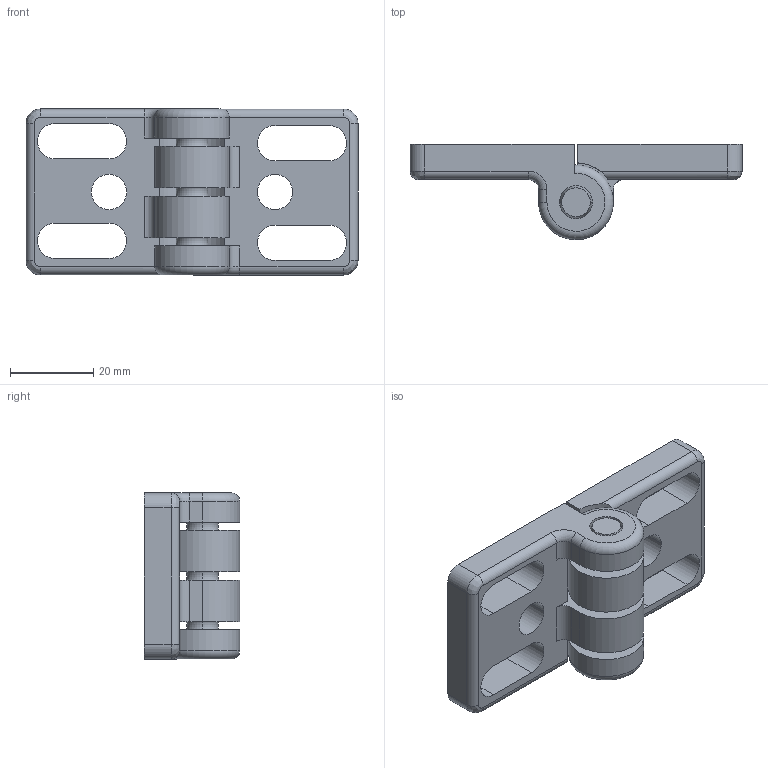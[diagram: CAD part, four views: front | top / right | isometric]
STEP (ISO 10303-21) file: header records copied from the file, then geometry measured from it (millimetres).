
FILE_DESCRIPTION((''),'2;1');
FILE_NAME('SZ0761S.stp','2009-07-27T13:47:04',(''),(''),'Mechanical Desktop 2007','Mechanical Desktop 2007',', , ');
FILE_SCHEMA(('CONFIG_CONTROL_DESIGN'));
Length unit declared in the file: millimetre
Products named in the file (2): SZ0761SA; SZ0761S
Assembly tree (1 placements, depth 2):
  SZ0761SA
    SZ0761S
Bounding box: 80 x 22.99 x 40 mm (x, y, z)
Volume: 26136.8 mm3; surface area: 14623.5 mm2
Topology: 3 solids, 3 shells, 138 faces, 356 edges, 228 vertices
Faces by surface type: plane 68, cylinder 52, torus 10, bspline 4, cone 4
Entity records: 4573 total; most frequent: CARTESIAN_POINT 978, DIRECTION 746, ORIENTED_EDGE 712, EDGE_CURVE 356, AXIS2_PLACEMENT_3D 258, VECTOR 230, LINE 230, VERTEX_POINT 228
